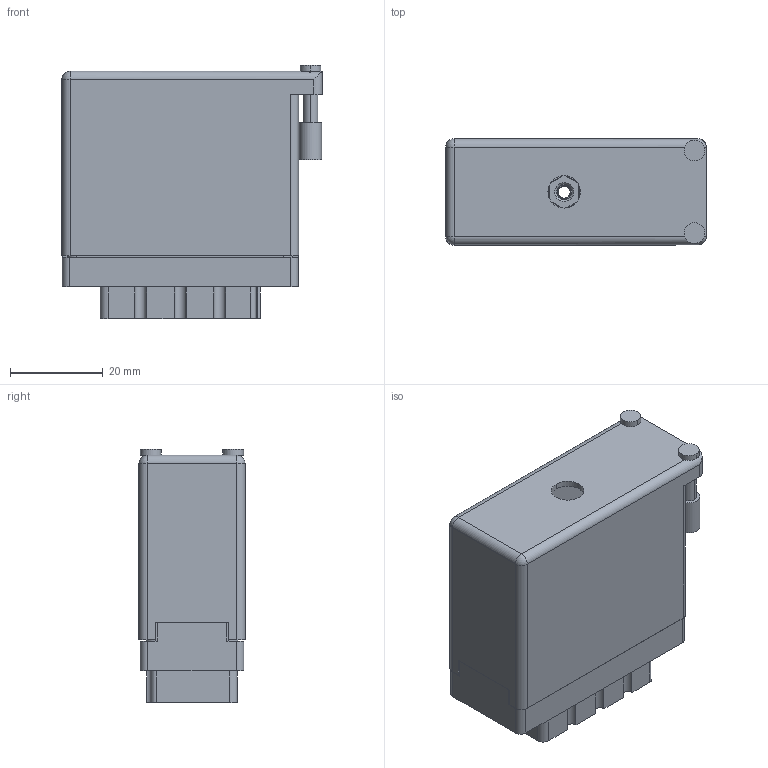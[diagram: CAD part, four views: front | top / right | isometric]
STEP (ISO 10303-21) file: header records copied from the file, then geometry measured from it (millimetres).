
FILE_DESCRIPTION (( 'STEP AP203' ), '1' );
FILE_NAME ('516-038-000-456.STEP', '2020-03-04T22:04:57', ( '' ), ( '' ), 'SwSTEP 2.0', 'SolidWorks 2016', '' );
FILE_SCHEMA (( 'CONFIG_CONTROL_DESIGN' ));
Length unit declared in the file: inch
Products named in the file (4): 516 Part Receptacle_038; 516-252-035-100_516-252-035-100; 516-230-001_Metal - 038 Side Entry; 516-038-000-456
Assembly tree (3 placements, depth 2):
  516-038-000-456
    516 Part Receptacle_038
    516-230-001_Metal - 038 Side Entry
    516-252-035-100_516-252-035-100
Bounding box: 56.08 x 22.83 x 54.53 mm (x, y, z)
Volume: 19515.6 mm3; surface area: 28374.6 mm2
Topology: 3 solids, 3 shells, 1032 faces, 3001 edges, 1992 vertices
Faces by surface type: plane 681, cylinder 331, cone 12, bspline 6, sphere 2
Entity records: 37026 total; most frequent: CARTESIAN_POINT 8516, ORIENTED_EDGE 5998, DIRECTION 5808, EDGE_CURVE 2999, LINE 2144, VECTOR 2144, VERTEX_POINT 1992, AXIS2_PLACEMENT_3D 1832
